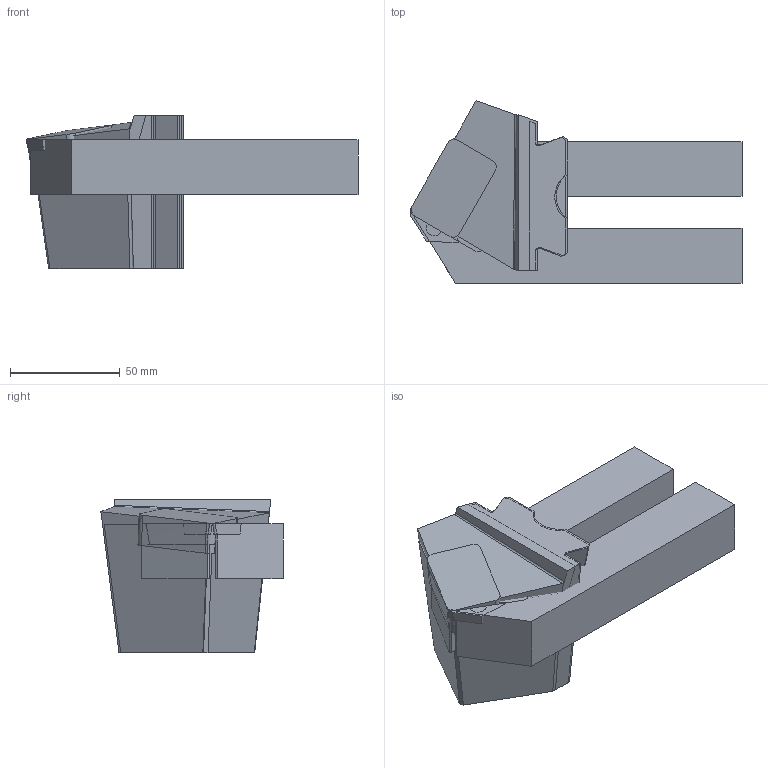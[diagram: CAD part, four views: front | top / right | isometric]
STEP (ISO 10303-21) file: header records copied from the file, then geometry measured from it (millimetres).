
FILE_DESCRIPTION(/* description */ (''),/* implementation_level */ '2;1');
FILE_NAME(/* name */ 'SDJCR2525M15_SIM.stp',/* time_stamp */ '2022-09-08T12:42:29+02:00',/* author */ (''),/* organization */ (''),/* preprocessor_version */ 'ST-DEVELOPER v16.7',/* originating_system */ 'SIEMENS PLM Software NX 12.0',/* authorisation */ '');
FILE_SCHEMA (('AUTOMOTIVE_DESIGN { 1 0 10303 214 3 1 1 1 }'));
Length unit declared in the file: millimetre
Products named in the file (1): model1
Bounding box: 151.55 x 83.23 x 70.19 mm (x, y, z)
Volume: 571270.3 mm3; surface area: 83609.9 mm2
Topology: 8 solids, 8 shells, 108 faces, 271 edges, 179 vertices
Faces by surface type: plane 76, cylinder 28, torus 3, sphere 1
Full cylindrical faces by diameter (mm): 5.5 x2, 7.5 x2, 8.7 x1, 9.3 x1, 12 x1
Entity records: 3205 total; most frequent: CARTESIAN_POINT 542, DIRECTION 532, ORIENTED_EDGE 514, EDGE_CURVE 257, LINE 200, VECTOR 200, VERTEX_POINT 176, AXIS2_PLACEMENT_3D 166
